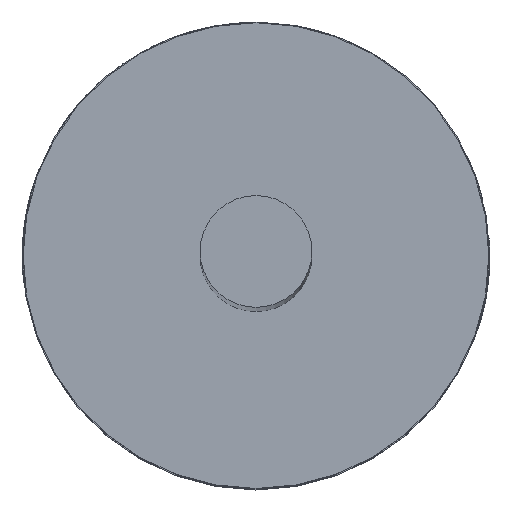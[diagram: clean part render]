
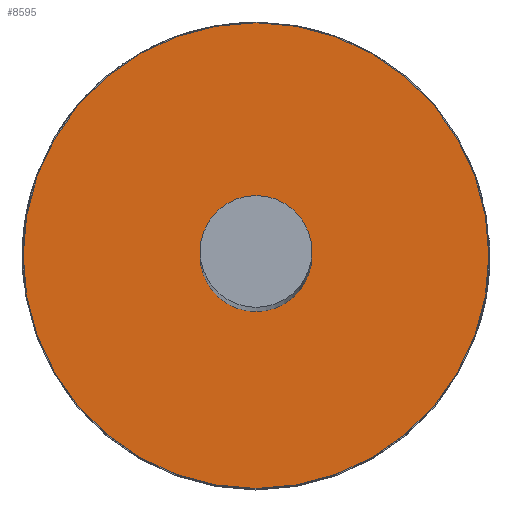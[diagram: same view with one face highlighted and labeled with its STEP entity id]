
A CAD part, top view. The second image highlights one B-rep face of the part: STEP entity #8595.
In plain terms, the highlighted planar face has unit normal (0, 0, 1).
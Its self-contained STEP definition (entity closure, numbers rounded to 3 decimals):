
#7 = EDGE_LOOP ( 'NONE', ( #9893, #9809 ) ) ;
#210 = CARTESIAN_POINT ( 'NONE',  ( 0.6, 0., 9.5 ) ) ;
#1455 = DIRECTION ( 'NONE',  ( 1., 0., 0. ) ) ;
#2663 = DIRECTION ( 'NONE',  ( 1., 0., 0. ) ) ;
#3253 = CARTESIAN_POINT ( 'NONE',  ( 2.5, 0., 9.5 ) ) ;
#3480 = ORIENTED_EDGE ( 'NONE', *, *, #16570, .F. ) ;
#3527 = FACE_BOUND ( 'NONE', #17781, .T. ) ;
#3615 = CARTESIAN_POINT ( 'NONE',  ( 0., 0., 9.5 ) ) ;
#3648 = AXIS2_PLACEMENT_3D ( 'NONE', #4207, #19330, #14535 ) ;
#3747 = DIRECTION ( 'NONE',  ( 0., 0., -1. ) ) ;
#4207 = CARTESIAN_POINT ( 'NONE',  ( 0., 0., 9.5 ) ) ;
#4280 = VERTEX_POINT ( 'NONE', #8585 ) ;
#5671 = AXIS2_PLACEMENT_3D ( 'NONE', #3615, #17871, #12546 ) ;
#6792 = DIRECTION ( 'NONE',  ( 0., 0., 1. ) ) ;
#6977 = VERTEX_POINT ( 'NONE', #7569 ) ;
#7569 = CARTESIAN_POINT ( 'NONE',  ( -0.6, 0., 9.5 ) ) ;
#8164 = VERTEX_POINT ( 'NONE', #210 ) ;
#8166 = AXIS2_PLACEMENT_3D ( 'NONE', #8326, #6792, #1455 ) ;
#8326 = CARTESIAN_POINT ( 'NONE',  ( 0., 0., 9.5 ) ) ;
#8585 = CARTESIAN_POINT ( 'NONE',  ( -2.5, 0., 9.5 ) ) ;
#8595 = ADVANCED_FACE ( 'NONE', ( #3527, #13648 ), #20304, .F. ) ;
#8764 = DIRECTION ( 'NONE',  ( -1., 0., 0. ) ) ;
#8801 = AXIS2_PLACEMENT_3D ( 'NONE', #10941, #11058, #2663 ) ;
#8861 = EDGE_CURVE ( 'NONE', #4280, #19376, #9146, .T. ) ;
#9146 = CIRCLE ( 'NONE', #8801, 2.5 ) ;
#9809 = ORIENTED_EDGE ( 'NONE', *, *, #8861, .F. ) ;
#9893 = ORIENTED_EDGE ( 'NONE', *, *, #16308, .F. ) ;
#10109 = ORIENTED_EDGE ( 'NONE', *, *, #14317, .F. ) ;
#10941 = CARTESIAN_POINT ( 'NONE',  ( 0., 0., 9.5 ) ) ;
#10974 = CIRCLE ( 'NONE', #8166, 0.6 ) ;
#11058 = DIRECTION ( 'NONE',  ( 0., 0., -1. ) ) ;
#12546 = DIRECTION ( 'NONE',  ( 1., 0., 0. ) ) ;
#13648 = FACE_OUTER_BOUND ( 'NONE', #7, .T. ) ;
#14317 = EDGE_CURVE ( 'NONE', #6977, #8164, #17510, .T. ) ;
#14535 = DIRECTION ( 'NONE',  ( 1., 0., 0. ) ) ;
#16308 = EDGE_CURVE ( 'NONE', #19376, #4280, #18932, .T. ) ;
#16570 = EDGE_CURVE ( 'NONE', #8164, #6977, #10974, .T. ) ;
#17024 = CARTESIAN_POINT ( 'NONE',  ( 0., 0., 9.5 ) ) ;
#17510 = CIRCLE ( 'NONE', #5671, 0.6 ) ;
#17781 = EDGE_LOOP ( 'NONE', ( #3480, #10109 ) ) ;
#17871 = DIRECTION ( 'NONE',  ( 0., 0., 1. ) ) ;
#18185 = AXIS2_PLACEMENT_3D ( 'NONE', #17024, #3747, #8764 ) ;
#18932 = CIRCLE ( 'NONE', #3648, 2.5 ) ;
#19330 = DIRECTION ( 'NONE',  ( 0., 0., -1. ) ) ;
#19376 = VERTEX_POINT ( 'NONE', #3253 ) ;
#20304 = PLANE ( 'NONE',  #18185 ) ;
